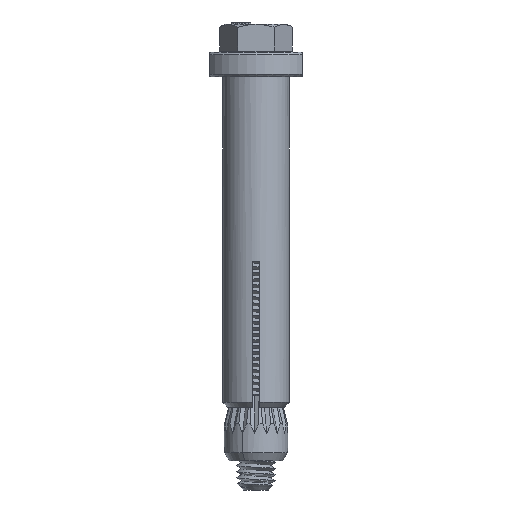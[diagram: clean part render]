
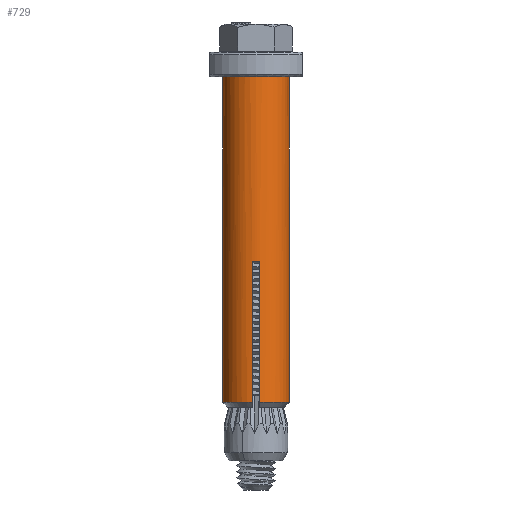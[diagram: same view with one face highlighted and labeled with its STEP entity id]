
A CAD part, front view. The second image highlights one B-rep face of the part: STEP entity #729.
In plain terms, the highlighted cylindrical face has radius 6.875 mm (diameter 13.75 mm), a partial arc.
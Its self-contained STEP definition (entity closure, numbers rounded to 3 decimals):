
#239 = VERTEX_POINT ( 'NONE', #22131 ) ;
#240 = ORIENTED_EDGE ( 'NONE', *, *, #773, .T. ) ;
#711 = EDGE_LOOP ( 'NONE', ( #821, #817, #787, #797, #240, #778, #18303, #18294, #18643, #801, #810, #18107 ) ) ;
#717 = EDGE_CURVE ( 'NONE', #21630, #21685, #22699, .T. ) ;
#729 = ADVANCED_FACE ( 'NONE', ( #22737 ), #22735, .T. ) ;
#750 = VERTEX_POINT ( 'NONE', #22824 ) ;
#773 = EDGE_CURVE ( 'NONE', #239, #777, #22855, .T. ) ;
#777 = VERTEX_POINT ( 'NONE', #22900 ) ;
#778 = ORIENTED_EDGE ( 'NONE', *, *, #18297, .T. ) ;
#780 = EDGE_CURVE ( 'NONE', #792, #239, #22899, .T. ) ;
#783 = VERTEX_POINT ( 'NONE', #22894 ) ;
#787 = ORIENTED_EDGE ( 'NONE', *, *, #798, .T. ) ;
#792 = VERTEX_POINT ( 'NONE', #22889 ) ;
#797 = ORIENTED_EDGE ( 'NONE', *, *, #780, .T. ) ;
#798 = EDGE_CURVE ( 'NONE', #783, #792, #22888, .T. ) ;
#801 = ORIENTED_EDGE ( 'NONE', *, *, #805, .T. ) ;
#805 = EDGE_CURVE ( 'NONE', #830, #21689, #22884, .T. ) ;
#810 = ORIENTED_EDGE ( 'NONE', *, *, #21687, .T. ) ;
#813 = EDGE_CURVE ( 'NONE', #21627, #783, #22916, .T. ) ;
#817 = ORIENTED_EDGE ( 'NONE', *, *, #813, .T. ) ;
#821 = ORIENTED_EDGE ( 'NONE', *, *, #21629, .F. ) ;
#830 = VERTEX_POINT ( 'NONE', #22911 ) ;
#7061 = LINE ( 'NONE', #7140, #7139 ) ;
#7062 = CARTESIAN_POINT ( 'NONE',  ( -6.875, 0., -43. ) ) ;
#7137 = CARTESIAN_POINT ( 'NONE',  ( -6.875, 0., -5. ) ) ;
#7138 = DIRECTION ( 'NONE',  ( 0., 0., 1. ) ) ;
#7139 = VECTOR ( 'NONE', #7138, 1000. ) ;
#7140 = CARTESIAN_POINT ( 'NONE',  ( -6.875, 0., 0. ) ) ;
#7300 = CARTESIAN_POINT ( 'NONE',  ( 6.875, 0., -43. ) ) ;
#7301 = DIRECTION ( 'NONE',  ( 0., 0., 1. ) ) ;
#7302 = VECTOR ( 'NONE', #7301, 1000. ) ;
#7303 = CARTESIAN_POINT ( 'NONE',  ( 6.875, 0., 0. ) ) ;
#7304 = LINE ( 'NONE', #7303, #7302 ) ;
#7305 = CARTESIAN_POINT ( 'NONE',  ( 6.875, 0., -5. ) ) ;
#15523 = DIRECTION ( 'NONE',  ( 0., 0., -1. ) ) ;
#15524 = VECTOR ( 'NONE', #15523, 1000. ) ;
#15525 = CARTESIAN_POINT ( 'NONE',  ( 0.75, -6.834, 0. ) ) ;
#15526 = LINE ( 'NONE', #15525, #15524 ) ;
#15527 = DIRECTION ( 'NONE',  ( 1., 0., 0. ) ) ;
#15528 = DIRECTION ( 'NONE',  ( 0., 0., 1. ) ) ;
#15530 = CARTESIAN_POINT ( 'NONE',  ( 0., 0., -43. ) ) ;
#15531 = AXIS2_PLACEMENT_3D ( 'NONE', #15530, #15528, #15527 ) ;
#15532 = CIRCLE ( 'NONE', #15531, 6.875 ) ;
#15534 = CARTESIAN_POINT ( 'NONE',  ( 0.75, -6.834, -72. ) ) ;
#15535 = DIRECTION ( 'NONE',  ( 1., 0., 0. ) ) ;
#15536 = DIRECTION ( 'NONE',  ( 0., 0., 1. ) ) ;
#15537 = AXIS2_PLACEMENT_3D ( 'NONE', #15542, #15536, #15535 ) ;
#15538 = CIRCLE ( 'NONE', #15537, 6.875 ) ;
#15542 = CARTESIAN_POINT ( 'NONE',  ( 0., 0., -72. ) ) ;
#15755 = CARTESIAN_POINT ( 'NONE',  ( 6.834, -0.75, -72. ) ) ;
#15756 = DIRECTION ( 'NONE',  ( 0., 0., 1. ) ) ;
#15757 = VECTOR ( 'NONE', #15756, 1000. ) ;
#15758 = CARTESIAN_POINT ( 'NONE',  ( 6.834, -0.75, 0. ) ) ;
#15759 = LINE ( 'NONE', #15758, #15757 ) ;
#18107 = ORIENTED_EDGE ( 'NONE', *, *, #717, .F. ) ;
#18292 = EDGE_CURVE ( 'NONE', #18293, #18659, #15538, .T. ) ;
#18293 = VERTEX_POINT ( 'NONE', #15534 ) ;
#18294 = ORIENTED_EDGE ( 'NONE', *, *, #18292, .T. ) ;
#18297 = EDGE_CURVE ( 'NONE', #777, #750, #15532, .T. ) ;
#18300 = EDGE_CURVE ( 'NONE', #750, #18293, #15526, .T. ) ;
#18303 = ORIENTED_EDGE ( 'NONE', *, *, #18300, .T. ) ;
#18643 = ORIENTED_EDGE ( 'NONE', *, *, #18644, .T. ) ;
#18644 = EDGE_CURVE ( 'NONE', #18659, #830, #15759, .T. ) ;
#18659 = VERTEX_POINT ( 'NONE', #15755 ) ;
#21627 = VERTEX_POINT ( 'NONE', #7062 ) ;
#21629 = EDGE_CURVE ( 'NONE', #21627, #21630, #7061, .T. ) ;
#21630 = VERTEX_POINT ( 'NONE', #7137 ) ;
#21685 = VERTEX_POINT ( 'NONE', #7305 ) ;
#21687 = EDGE_CURVE ( 'NONE', #21689, #21685, #7304, .T. ) ;
#21689 = VERTEX_POINT ( 'NONE', #7300 ) ;
#22131 = CARTESIAN_POINT ( 'NONE',  ( -0.75, -6.834, -72. ) ) ;
#22696 = DIRECTION ( 'NONE',  ( 1., 0., 0. ) ) ;
#22697 = DIRECTION ( 'NONE',  ( 0., 0., 1. ) ) ;
#22698 = AXIS2_PLACEMENT_3D ( 'NONE', #22701, #22697, #22696 ) ;
#22699 = CIRCLE ( 'NONE', #22698, 6.875 ) ;
#22701 = CARTESIAN_POINT ( 'NONE',  ( 0., 0., -5. ) ) ;
#22731 = DIRECTION ( 'NONE',  ( 1., 0., 0. ) ) ;
#22732 = DIRECTION ( 'NONE',  ( 0., 0., 1. ) ) ;
#22733 = CARTESIAN_POINT ( 'NONE',  ( 0., 0., 0. ) ) ;
#22734 = AXIS2_PLACEMENT_3D ( 'NONE', #22733, #22732, #22731 ) ;
#22735 = CYLINDRICAL_SURFACE ( 'NONE', #22734, 6.875 ) ;
#22737 = FACE_OUTER_BOUND ( 'NONE', #711, .T. ) ;
#22824 = CARTESIAN_POINT ( 'NONE',  ( 0.75, -6.834, -43. ) ) ;
#22852 = DIRECTION ( 'NONE',  ( 0., 0., 1. ) ) ;
#22853 = VECTOR ( 'NONE', #22852, 1000. ) ;
#22854 = CARTESIAN_POINT ( 'NONE',  ( -0.75, -6.834, 0. ) ) ;
#22855 = LINE ( 'NONE', #22854, #22853 ) ;
#22880 = DIRECTION ( 'NONE',  ( 1., 0., 0. ) ) ;
#22881 = DIRECTION ( 'NONE',  ( 0., 0., 1. ) ) ;
#22882 = CARTESIAN_POINT ( 'NONE',  ( 0., 0., -43. ) ) ;
#22883 = AXIS2_PLACEMENT_3D ( 'NONE', #22882, #22881, #22880 ) ;
#22884 = CIRCLE ( 'NONE', #22883, 6.875 ) ;
#22885 = DIRECTION ( 'NONE',  ( 0., 0., -1. ) ) ;
#22886 = VECTOR ( 'NONE', #22885, 1000. ) ;
#22887 = CARTESIAN_POINT ( 'NONE',  ( -6.834, -0.75, 0. ) ) ;
#22888 = LINE ( 'NONE', #22887, #22886 ) ;
#22889 = CARTESIAN_POINT ( 'NONE',  ( -6.834, -0.75, -72. ) ) ;
#22894 = CARTESIAN_POINT ( 'NONE',  ( -6.834, -0.75, -43. ) ) ;
#22895 = DIRECTION ( 'NONE',  ( 1., 0., 0. ) ) ;
#22896 = DIRECTION ( 'NONE',  ( 0., 0., 1. ) ) ;
#22897 = CARTESIAN_POINT ( 'NONE',  ( 0., 0., -72. ) ) ;
#22898 = AXIS2_PLACEMENT_3D ( 'NONE', #22897, #22896, #22895 ) ;
#22899 = CIRCLE ( 'NONE', #22898, 6.875 ) ;
#22900 = CARTESIAN_POINT ( 'NONE',  ( -0.75, -6.834, -43. ) ) ;
#22911 = CARTESIAN_POINT ( 'NONE',  ( 6.834, -0.75, -43. ) ) ;
#22913 = DIRECTION ( 'NONE',  ( 1., 0., 0. ) ) ;
#22914 = DIRECTION ( 'NONE',  ( 0., 0., 1. ) ) ;
#22915 = AXIS2_PLACEMENT_3D ( 'NONE', #22920, #22914, #22913 ) ;
#22916 = CIRCLE ( 'NONE', #22915, 6.875 ) ;
#22920 = CARTESIAN_POINT ( 'NONE',  ( 0., 0., -43. ) ) ;
